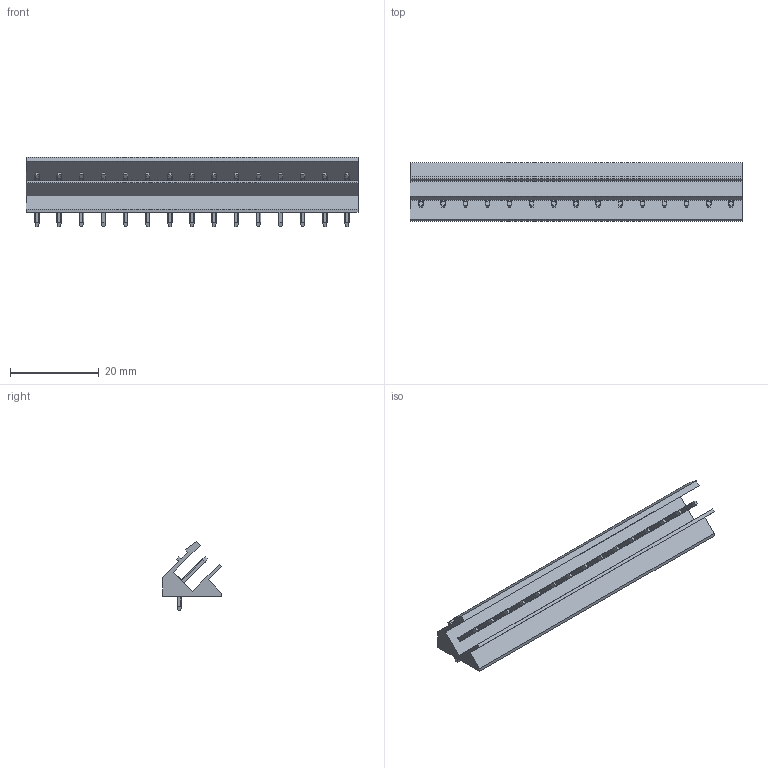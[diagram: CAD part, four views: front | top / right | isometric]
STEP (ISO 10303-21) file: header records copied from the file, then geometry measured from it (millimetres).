
FILE_DESCRIPTION(('CATIA V5 STEP Exchange','CAx-IF Rec.Pracs.--- Model Styling and Organization---1.2---2011-12-15'),'2;1');
FILE_NAME ('D1453857_0_1630380000_1630380000.stp','2018-10-13T03:58:25+00:00',('none'),('Weidmueller'),'CATIA Version 5-6 Release 2014','CATIA V5 STEP AP214','none');
FILE_SCHEMA(('AUTOMOTIVE_DESIGN { 1 0 10303 214 1 1 1 1 }'));
Length unit declared in the file: millimetre
Products named in the file (1): 1630380000
Bounding box: 75 x 13.3 x 15.63 mm (x, y, z)
Volume: 4474.1 mm3; surface area: 5978 mm2
Topology: 16 solids, 16 shells, 592 faces, 1560 edges, 1000 vertices
Faces by surface type: plane 350, cylinder 242
Entity records: 21459 total; most frequent: CARTESIAN_POINT 8192, ORIENTED_EDGE 3120, DIRECTION 1960, EDGE_CURVE 1554, VECTOR 1074, LINE 1074, VERTEX_POINT 992, EDGE_LOOP 622
